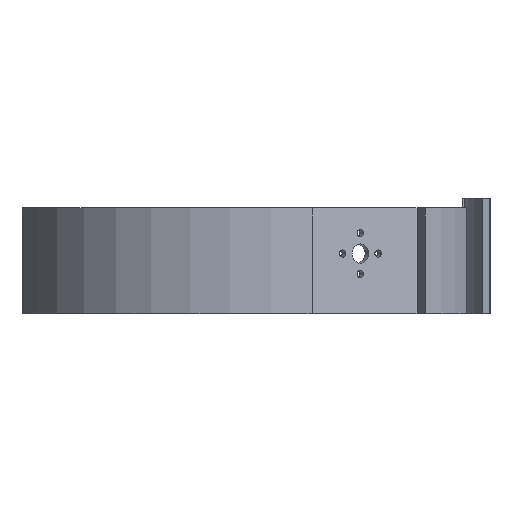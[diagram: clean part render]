
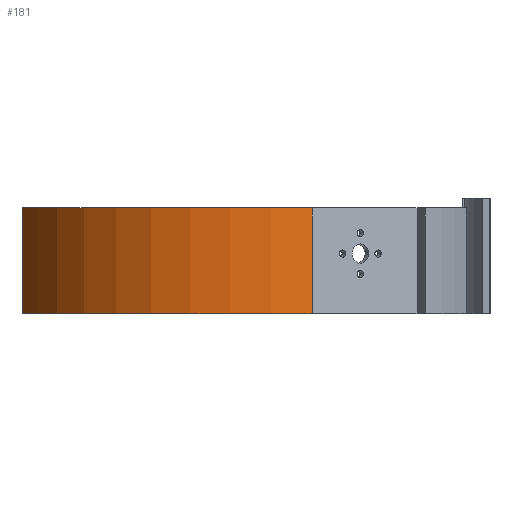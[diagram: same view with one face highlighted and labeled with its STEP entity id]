
A CAD part, left-side view. The second image highlights one B-rep face of the part: STEP entity #181.
In plain terms, the highlighted cylindrical face has radius 100 mm (diameter 200 mm), a partial arc.
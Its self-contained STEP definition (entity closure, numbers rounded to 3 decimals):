
#181=ADVANCED_FACE('',(#1162),#1164,.T.);
#1162=FACE_BOUND('',#1163,.T.);
#1163=EDGE_LOOP('',(#2052,#2053,#2054,#2055));
#1164=CYLINDRICAL_SURFACE('',#1165,100.);
#1165=AXIS2_PLACEMENT_3D('',#1166,#1167,#1168);
#1166=CARTESIAN_POINT('',(0.,0.,0.));
#1167=DIRECTION('',(0.,0.,1.));
#1168=DIRECTION('',(-0.272,0.962,0.));
#2052=ORIENTED_EDGE('',*,*,#2587,.T.);
#2053=ORIENTED_EDGE('',*,*,#2588,.T.);
#2054=ORIENTED_EDGE('',*,*,#2386,.F.);
#2055=ORIENTED_EDGE('',*,*,#2586,.F.);
#2386=EDGE_CURVE('',#2913,#2915,#2916,.T.);
#2586=EDGE_CURVE('',#3240,#2913,#3242,.T.);
#2587=EDGE_CURVE('',#3240,#3243,#3244,.T.);
#2588=EDGE_CURVE('',#3243,#2915,#3245,.T.);
#2913=VERTEX_POINT('',#3960);
#2915=VERTEX_POINT('',#3964);
#2916=CIRCLE('',#3965,100.);
#3240=VERTEX_POINT('',#4754);
#3242=LINE('',#4758,#4759);
#3243=VERTEX_POINT('',#4761);
#3244=CIRCLE('',#4762,100.);
#3245=LINE('',#4766,#4767);
#3960=CARTESIAN_POINT('',(-27.239,96.219,44.));
#3964=CARTESIAN_POINT('',(-96.947,-24.52,44.));
#3965=AXIS2_PLACEMENT_3D('',#3966,#3967,#3968);
#3966=CARTESIAN_POINT('',(0.,0.,44.));
#3967=DIRECTION('',(0.,0.,1.));
#3968=DIRECTION('',(-0.272,0.962,0.));
#4754=CARTESIAN_POINT('',(-27.239,96.219,0.));
#4758=CARTESIAN_POINT('',(-27.239,96.219,0.));
#4759=VECTOR('',#4760,1.);
#4760=DIRECTION('',(0.,0.,1.));
#4761=CARTESIAN_POINT('',(-96.947,-24.52,0.));
#4762=AXIS2_PLACEMENT_3D('',#4763,#4764,#4765);
#4763=CARTESIAN_POINT('',(0.,0.,0.));
#4764=DIRECTION('',(0.,0.,1.));
#4765=DIRECTION('',(-0.272,0.962,0.));
#4766=CARTESIAN_POINT('',(-96.947,-24.52,0.));
#4767=VECTOR('',#4768,1.);
#4768=DIRECTION('',(0.,0.,1.));
